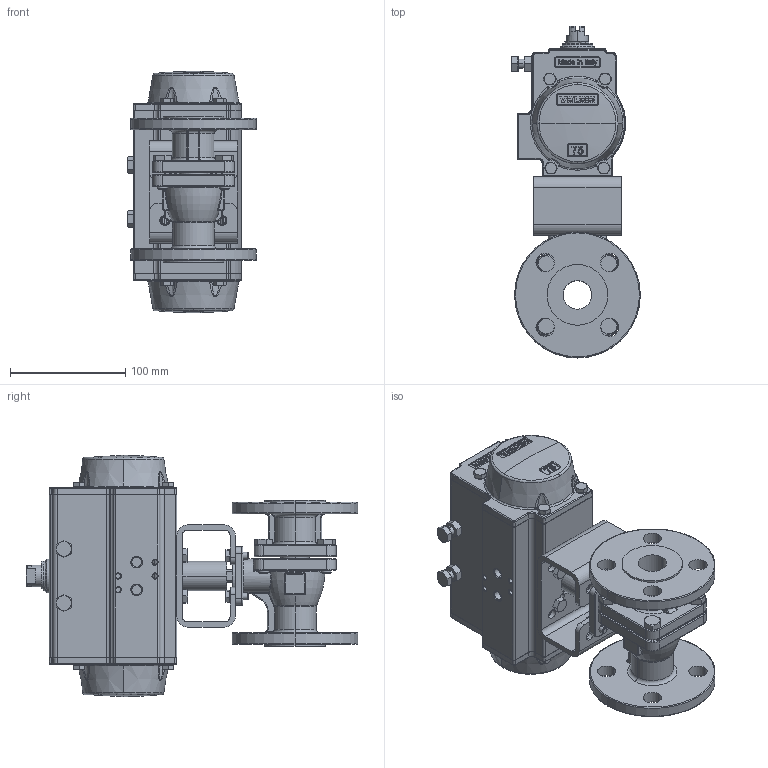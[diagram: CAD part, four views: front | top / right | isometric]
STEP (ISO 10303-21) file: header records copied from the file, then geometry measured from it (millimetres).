
FILE_DESCRIPTION (( 'STEP AP203' ), '1' );
FILE_NAME ('2000F-100_UT-2.STEP', '2017-12-13T20:12:09', ( '' ), ( '' ), 'SwSTEP 2.0', 'SolidWorks 2014', '' );
FILE_SCHEMA (( 'CONFIG_CONTROL_DESIGN' ));
Products named in the file (1): 2000F-100_UT-2
Bounding box: 111.85 x 288.5 x 209.78 mm (x, y, z)
Surface area: 219922.7 mm2 (no closed solid volume)
Topology: 0 solids, 29 shells, 1473 faces, 4549 edges, 2978 vertices
Faces by surface type: plane 511, bspline 329, cylinder 322, cone 213, torus 66, sphere 32
Entity records: 71405 total; most frequent: CARTESIAN_POINT 34039, ORIENTED_EDGE 7721, DIRECTION 7154, EDGE_CURVE 4521, VERTEX_POINT 2978, AXIS2_PLACEMENT_3D 2707, VECTOR 1740, LINE 1740
